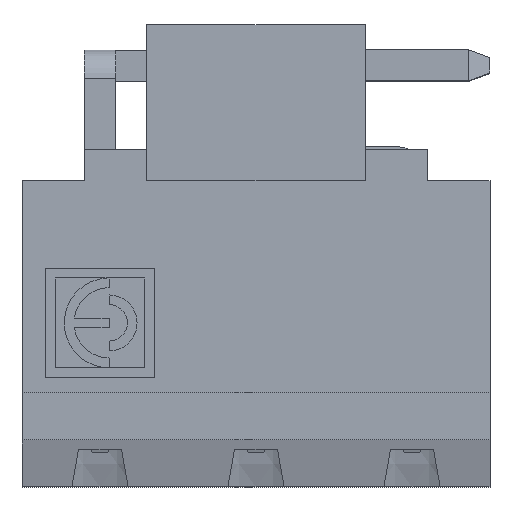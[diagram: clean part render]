
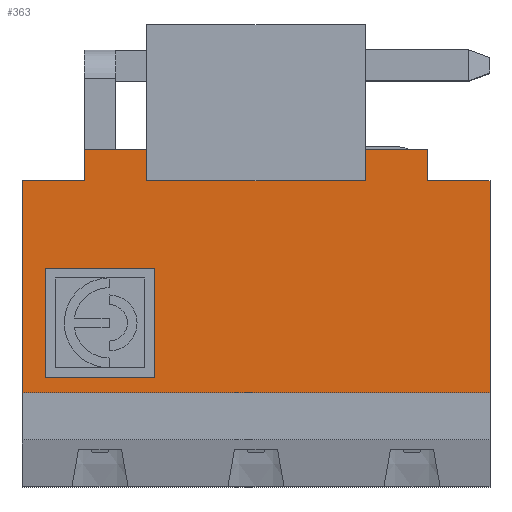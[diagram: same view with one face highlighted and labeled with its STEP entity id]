
A CAD part, top view. The second image highlights one B-rep face of the part: STEP entity #363.
In plain terms, the highlighted planar face has unit normal (0, 0, 1).
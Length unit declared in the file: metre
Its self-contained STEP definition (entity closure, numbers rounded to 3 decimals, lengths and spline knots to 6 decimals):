
#363=ADVANCED_FACE('',(#808,#809),#810,.F.);
#808=FACE_BOUND('',#1323,.T.);
#809=FACE_OUTER_BOUND('',#1324,.T.);
#810=PLANE('',#1325);
#1323=EDGE_LOOP('',(#2370,#2371,#2372,#2373));
#1324=EDGE_LOOP('',(#2374,#2375,#2376,#2377,#2378,#2379,#2380,#2381,#2382,#2383,#2384,#2385));
#1325=AXIS2_PLACEMENT_3D('',#2386,#2387,#2388);
#2370=ORIENTED_EDGE('',*,*,#3470,.F.);
#2371=ORIENTED_EDGE('',*,*,#3471,.F.);
#2372=ORIENTED_EDGE('',*,*,#3472,.F.);
#2373=ORIENTED_EDGE('',*,*,#3361,.F.);
#2374=ORIENTED_EDGE('',*,*,#3430,.F.);
#2375=ORIENTED_EDGE('',*,*,#3473,.F.);
#2376=ORIENTED_EDGE('',*,*,#3098,.T.);
#2377=ORIENTED_EDGE('',*,*,#3440,.T.);
#2378=ORIENTED_EDGE('',*,*,#3474,.F.);
#2379=ORIENTED_EDGE('',*,*,#3131,.T.);
#2380=ORIENTED_EDGE('',*,*,#3475,.T.);
#2381=ORIENTED_EDGE('',*,*,#3335,.T.);
#2382=ORIENTED_EDGE('',*,*,#3357,.T.);
#2383=ORIENTED_EDGE('',*,*,#3447,.F.);
#2384=ORIENTED_EDGE('',*,*,#3274,.F.);
#2385=ORIENTED_EDGE('',*,*,#3476,.T.);
#2386=CARTESIAN_POINT('',(0.0153,0.0068,0.));
#2387=DIRECTION('',(0.0,0.,-1.0));
#2388=DIRECTION('',(-1.0,0.,0.));
#3098=EDGE_CURVE('',#3704,#3716,#3718,.T.);
#3131=EDGE_CURVE('',#3779,#3780,#3781,.T.);
#3274=EDGE_CURVE('',#4012,#4014,#4015,.T.);
#3335=EDGE_CURVE('',#4108,#4106,#4109,.T.);
#3357=EDGE_CURVE('',#4106,#4137,#4139,.T.);
#3361=EDGE_CURVE('',#4144,#4146,#4147,.T.);
#3430=EDGE_CURVE('',#4240,#4242,#4243,.T.);
#3440=EDGE_CURVE('',#3716,#4254,#4256,.T.);
#3447=EDGE_CURVE('',#4014,#4137,#4267,.T.);
#3470=EDGE_CURVE('',#4293,#4144,#4294,.T.);
#3471=EDGE_CURVE('',#4295,#4293,#4296,.T.);
#3472=EDGE_CURVE('',#4146,#4295,#4297,.T.);
#3473=EDGE_CURVE('',#3704,#4240,#4298,.T.);
#3474=EDGE_CURVE('',#3779,#4254,#4299,.T.);
#3475=EDGE_CURVE('',#3780,#4108,#4300,.T.);
#3476=EDGE_CURVE('',#4012,#4242,#4301,.T.);
#3704=VERTEX_POINT('',#4582);
#3716=VERTEX_POINT('',#4600);
#3718=LINE('',#4603,#4604);
#3779=VERTEX_POINT('',#4695);
#3780=VERTEX_POINT('',#4696);
#3781=LINE('',#4697,#4698);
#4012=VERTEX_POINT('',#5034);
#4014=VERTEX_POINT('',#5037);
#4015=LINE('',#5038,#5039);
#4106=VERTEX_POINT('',#5175);
#4108=VERTEX_POINT('',#5178);
#4109=LINE('',#5179,#5180);
#4137=VERTEX_POINT('',#5223);
#4139=LINE('',#5226,#5227);
#4144=VERTEX_POINT('',#5233);
#4146=VERTEX_POINT('',#5236);
#4147=LINE('',#5237,#5238);
#4240=VERTEX_POINT('',#5393);
#4242=VERTEX_POINT('',#5396);
#4243=LINE('',#5397,#5398);
#4254=VERTEX_POINT('',#5413);
#4256=LINE('',#5416,#5417);
#4267=LINE('',#5432,#5433);
#4293=VERTEX_POINT('',#5471);
#4294=LINE('',#5472,#5473);
#4295=VERTEX_POINT('',#5474);
#4296=LINE('',#5475,#5476);
#4297=LINE('',#5477,#5478);
#4298=LINE('',#5479,#5480);
#4299=LINE('',#5481,#5482);
#4300=LINE('',#5483,#5484);
#4301=LINE('',#5485,#5486);
#4582=CARTESIAN_POINT('',(0.015,0.0068,0.));
#4600=CARTESIAN_POINT('',(0.013,0.0068,0.));
#4603=CARTESIAN_POINT('',(0.0116,0.0068,0.));
#4604=VECTOR('',#5783,1.0);
#4695=CARTESIAN_POINT('',(0.011,0.0078,0.));
#4696=CARTESIAN_POINT('',(0.011,0.0068,0.));
#4697=CARTESIAN_POINT('',(0.011,0.0068,0.));
#4698=VECTOR('',#5814,1.0);
#5034=CARTESIAN_POINT('',(0.0,0.0068,0.));
#5037=CARTESIAN_POINT('',(0.002,0.0068,0.));
#5038=CARTESIAN_POINT('',(0.0034,0.0068,0.));
#5039=VECTOR('',#5951,1.0);
#5175=CARTESIAN_POINT('',(0.004,0.0078,0.));
#5178=CARTESIAN_POINT('',(0.004,0.0068,0.));
#5179=CARTESIAN_POINT('',(0.004,0.0068,0.));
#5180=VECTOR('',#5998,1.0);
#5223=CARTESIAN_POINT('',(0.002,0.0078,0.));
#5226=CARTESIAN_POINT('',(0.004,0.0078,0.));
#5227=VECTOR('',#6015,1.0);
#5233=CARTESIAN_POINT('',(0.00425,0.000497,0.0));
#5236=CARTESIAN_POINT('',(0.00425,0.003996,0.));
#5237=CARTESIAN_POINT('',(0.00425,0.003996,0.));
#5238=VECTOR('',#6018,1.0);
#5393=CARTESIAN_POINT('',(0.015,0.,0.));
#5396=CARTESIAN_POINT('',(0.0,0.,0.));
#5397=CARTESIAN_POINT('',(0.0153,0.,0.));
#5398=VECTOR('',#6078,1.0);
#5413=CARTESIAN_POINT('',(0.013,0.0078,0.));
#5416=CARTESIAN_POINT('',(0.013,0.0068,0.));
#5417=VECTOR('',#6087,1.0);
#5432=CARTESIAN_POINT('',(0.002,0.0068,0.));
#5433=VECTOR('',#6092,1.0);
#5471=CARTESIAN_POINT('',(0.00075,0.000497,0.0));
#5472=CARTESIAN_POINT('',(0.00425,0.000497,0.0));
#5473=VECTOR('',#6108,1.0);
#5474=CARTESIAN_POINT('',(0.00075,0.003996,0.));
#5475=CARTESIAN_POINT('',(0.00075,0.000497,0.0));
#5476=VECTOR('',#6109,1.0);
#5477=CARTESIAN_POINT('',(0.00075,0.003996,0.));
#5478=VECTOR('',#6110,1.0);
#5479=CARTESIAN_POINT('',(0.015,0.0068,0.));
#5480=VECTOR('',#6111,1.0);
#5481=CARTESIAN_POINT('',(0.011,0.0078,0.));
#5482=VECTOR('',#6112,1.0);
#5483=CARTESIAN_POINT('',(0.0116,0.0068,0.));
#5484=VECTOR('',#6113,1.0);
#5485=CARTESIAN_POINT('',(0.0,0.0068,0.));
#5486=VECTOR('',#6114,1.0);
#5783=DIRECTION('',(-1.0,0.,0.));
#5814=DIRECTION('',(0.,-1.0,0.));
#5951=DIRECTION('',(1.0,0.,0.));
#5998=DIRECTION('',(0.,1.0,0.));
#6015=DIRECTION('',(-1.0,0.,0.));
#6018=DIRECTION('',(0.0,1.0,0.));
#6078=DIRECTION('',(-1.0,0.,0.));
#6087=DIRECTION('',(0.,1.0,0.));
#6092=DIRECTION('',(0.,1.0,0.));
#6108=DIRECTION('',(1.0,0.0,0.0));
#6109=DIRECTION('',(0.0,-1.0,0.));
#6110=DIRECTION('',(-1.0,0.0,0.0));
#6111=DIRECTION('',(0.,-1.0,0.));
#6112=DIRECTION('',(1.0,0.,0.));
#6113=DIRECTION('',(-1.0,0.,0.));
#6114=DIRECTION('',(0.,-1.0,0.));
